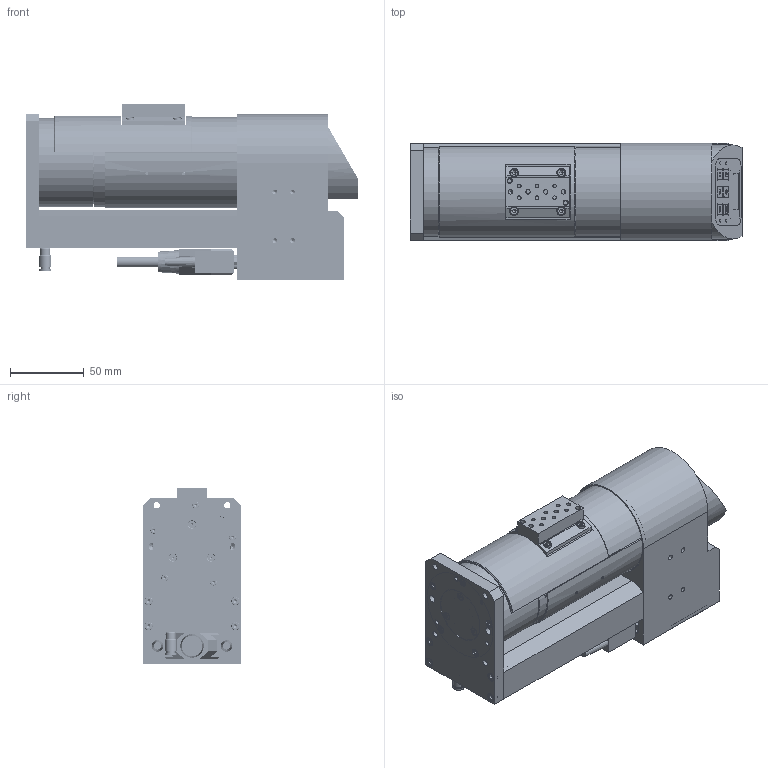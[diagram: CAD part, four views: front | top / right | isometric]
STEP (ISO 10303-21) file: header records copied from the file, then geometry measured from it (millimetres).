
FILE_DESCRIPTION(/* description */ ('Ensemble bras électrique'),/* implementation_level */ '2;1');
FILE_NAME(/* name */ '7200000_BE66.stp',/* time_stamp */ '2019-08-12T11:02:20+02:00',/* author */ ('MIemmola'),/* organization */ (''),/* preprocessor_version */ 'ST-DEVELOPER v18',/* originating_system */ 'Autodesk Inventor 2020',/* authorisation */ '');
FILE_SCHEMA (('CONFIG_CONTROL_DESIGN'));
Products named in the file (38): 7200000_BE66_enveloppe; 7200001_enveloppe; 7201000; 7201001; 7201007; 7201008; ISO 8734 - 2.5 x 6 - A; DIN 913 - M8 x 8; 7200002_enveloppe; 7201015; 7200010; 7201021; 7201022; 7201025; ISO 4762 - M2.5 x 5; ISO 8734 - 2 x 8 - A; ISO 4762 - M3 x 5; ISO 8734 - 3 x 8 - A; 7201018; 7200003_enveloppe; 7201030; 7201032; 7201033; 7201036; 7201037; Connecteur SUB-D MALE 25 P; KJS04-M5 ; Colonnette; 7200004_enveloppe; 7201040; 7201041; 7201054; DIN 7985 (H) - M2.5x4-H; Vis t co DIN 7991-M2.5x6; ISO 4762 - M2.5 x 8; ISO 4762 - M2.5 x 10; ISO 4762 - M3 x 12; Connecteur SUB-D FEMELLE 25 P
Assembly tree (74 placements, depth 4):
  7200000_BE66_enveloppe
    7200001_enveloppe
      7201000
      7201001
      7201007
      7201008
      ISO 4762 - M2.5 x 8  x5
      ISO 8734 - 2.5 x 6 - A
      Vis t co DIN 7991-M2.5x6  x3
      DIN 913 - M8 x 8
    7200002_enveloppe
      7201015
      7200010
        7201021
        7201022
      7201025
      ISO 4762 - M2.5 x 5  x2
      ISO 4762 - M2.5 x 8  x5
      ISO 8734 - 2 x 8 - A
      ISO 4762 - M3 x 5  x4
      ISO 8734 - 3 x 8 - A  x2
      7201018
    7200003_enveloppe
      7201030
      7201032
      7201033
      7201036
      7201037
      Connecteur SUB-D MALE 25 P
      KJS04-M5 
      Colonnette  x2
      Vis t co DIN 7991-M2.5x6  x10
    7200004_enveloppe
      7201040
      7201041
      7201054
      DIN 7985 (H) - M2.5x4-H  x4
      Vis t co DIN 7991-M2.5x6  x2
    ISO 4762 - M2.5 x 10  x2
    ISO 4762 - M2.5 x 8
    ISO 4762 - M3 x 12  x4
    Connecteur SUB-D FEMELLE 25 P
Bounding box: 225.5 x 66 x 120 mm (x, y, z)
Volume: 542161.1 mm3; surface area: 293569.4 mm2
Topology: 87 solids, 87 shells, 2645 faces, 7328 edges, 5016 vertices
Faces by surface type: plane 1300, cylinder 883, cone 327, torus 58, bspline 48, sphere 29
Full cylindrical faces by diameter (mm): 1 x51, 1.5 x25, 1.6 x6, 2 x5, 2.013 x53, 2.156 x4, 2.2 x4, 2.275 x4, 2.35 x7, 2.459 x39, 2.5 x41, 2.6 x5, 2.7 x13, 2.84 x2, 2.9 x8, 3 x31, 3.1 x2, 3.242 x14, 3.4 x14, 3.5 x2, 4 x12, 4.134 x1, 4.2 x1, 4.3 x6, 4.5 x17, 4.8 x12, 5 x18, 5.5 x18, 6 x13, 6.647 x1
Entity records: 69277 total; most frequent: CARTESIAN_POINT 14516, DIRECTION 11370, ORIENTED_EDGE 10714, EDGE_CURVE 5357, AXIS2_PLACEMENT_3D 4362, VERTEX_POINT 3744, LINE 2646, VECTOR 2646
